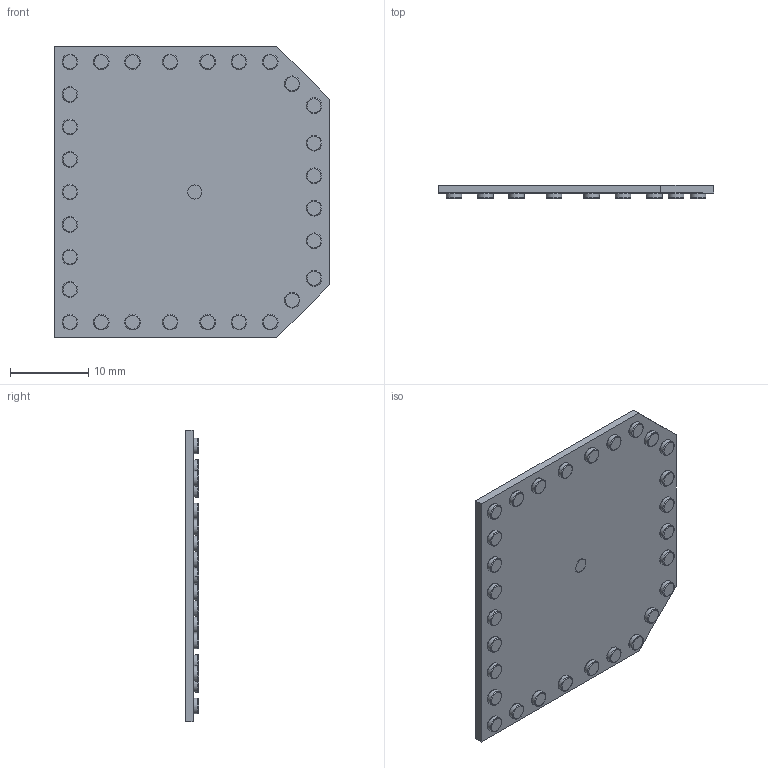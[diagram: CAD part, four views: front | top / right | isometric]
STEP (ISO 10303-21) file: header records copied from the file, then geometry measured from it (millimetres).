
FILE_DESCRIPTION(('TFLEX Exchange Step'),'2;1');
FILE_NAME(' бок 6.stp', '2022-03-31T12:12:47+03:00',('ilya'),('Unknown organisation'),'TFLEX Exchange 2022.0','T-FLEX CAD','Unknown authorisation');
FILE_SCHEMA( ('AUTOMOTIVE_DESIGN { 1 0 10303 214 1 1 1 1 }') );
Length unit declared in the file: millimetre
Products named in the file (2): норм заклепка; декор бок 6
Assembly tree (29 placements, depth 2):
  декор бок 6
    норм заклепка  x29
Bounding box: 35.21 x 1.7 x 37.28 mm (x, y, z)
Volume: 1331.8 mm3; surface area: 2974.4 mm2
Topology: 31 solids, 31 shells, 248 faces, 498 edges, 312 vertices
Faces by surface type: torus 120, plane 68, cylinder 60
Entity records: 900 total; most frequent: DIRECTION 140, CARTESIAN_POINT 102, ORIENTED_EDGE 68, AXIS2_PLACEMENT_3D 60, PRODUCT_DEFINITION_SHAPE 59, EDGE_CURVE 34, PRODUCT 30, PRODUCT_RELATED_PRODUCT_CATEGORY 30
